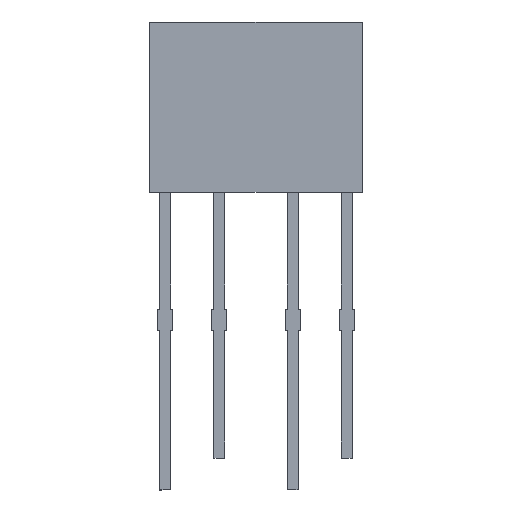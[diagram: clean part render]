
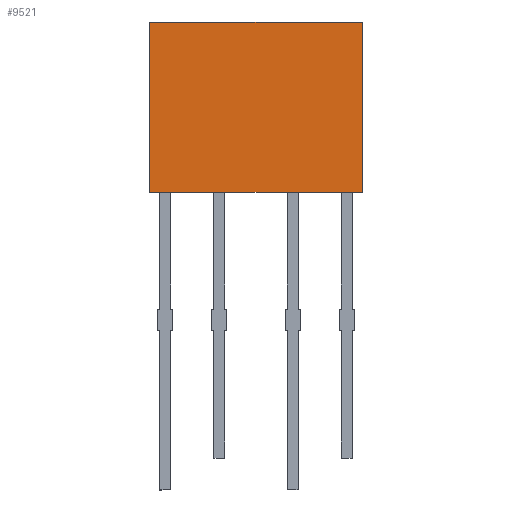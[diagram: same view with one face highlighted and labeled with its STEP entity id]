
A CAD part, top view. The second image highlights one B-rep face of the part: STEP entity #9521.
In plain terms, the highlighted planar face has unit normal (0, 0, 1).
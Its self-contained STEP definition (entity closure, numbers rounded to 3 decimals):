
#7578 = CARTESIAN_POINT ( 'NONE',  ( -5., 4., 2.5 ) ) ;
#7587 = LINE ( 'NONE', #7624, #7623 ) ;
#7588 = CARTESIAN_POINT ( 'NONE',  ( 5., 4., 2.5 ) ) ;
#7605 = VECTOR ( 'NONE', #7650, 1000. ) ;
#7606 = CARTESIAN_POINT ( 'NONE',  ( 5., -25.938, 2.5 ) ) ;
#7610 = LINE ( 'NONE', #7606, #7605 ) ;
#7615 = DIRECTION ( 'NONE',  ( 1., 0., 0. ) ) ;
#7623 = VECTOR ( 'NONE', #7615, 1000. ) ;
#7624 = CARTESIAN_POINT ( 'NONE',  ( 0., 4., 2.5 ) ) ;
#7636 = FACE_OUTER_BOUND ( 'NONE', #9497, .T. ) ;
#7649 = PLANE ( 'NONE',  #7683 ) ;
#7650 = DIRECTION ( 'NONE',  ( 0., -1., 0. ) ) ;
#7675 = DIRECTION ( 'NONE',  ( 0., -1., 0. ) ) ;
#7676 = VECTOR ( 'NONE', #7675, 1000. ) ;
#7677 = CARTESIAN_POINT ( 'NONE',  ( -5., -25.938, 2.5 ) ) ;
#7679 = LINE ( 'NONE', #7677, #7676 ) ;
#7680 = DIRECTION ( 'NONE',  ( 1., 0., 0. ) ) ;
#7681 = DIRECTION ( 'NONE',  ( 0., 0., 1. ) ) ;
#7682 = CARTESIAN_POINT ( 'NONE',  ( 0., -25.938, 2.5 ) ) ;
#7683 = AXIS2_PLACEMENT_3D ( 'NONE', #7682, #7681, #7680 ) ;
#8098 = CARTESIAN_POINT ( 'NONE',  ( -5., -4., 2.5 ) ) ;
#8169 = CARTESIAN_POINT ( 'NONE',  ( 5., -4., 2.5 ) ) ;
#8205 = DIRECTION ( 'NONE',  ( 1., 0., 0. ) ) ;
#8206 = VECTOR ( 'NONE', #8205, 1000. ) ;
#8207 = CARTESIAN_POINT ( 'NONE',  ( 0., -4., 2.5 ) ) ;
#8208 = LINE ( 'NONE', #8207, #8206 ) ;
#9485 = VERTEX_POINT ( 'NONE', #7588 ) ;
#9486 = VERTEX_POINT ( 'NONE', #7578 ) ;
#9491 = ORIENTED_EDGE ( 'NONE', *, *, #9509, .F. ) ;
#9492 = ORIENTED_EDGE ( 'NONE', *, *, #9525, .T. ) ;
#9497 = EDGE_LOOP ( 'NONE', ( #9491, #9519, #9492, #9523 ) ) ;
#9500 = EDGE_CURVE ( 'NONE', #9486, #9485, #7587, .T. ) ;
#9509 = EDGE_CURVE ( 'NONE', #9485, #9756, #7610, .T. ) ;
#9519 = ORIENTED_EDGE ( 'NONE', *, *, #9500, .F. ) ;
#9521 = ADVANCED_FACE ( 'NONE', ( #7636 ), #7649, .T. ) ;
#9523 = ORIENTED_EDGE ( 'NONE', *, *, #9766, .T. ) ;
#9525 = EDGE_CURVE ( 'NONE', #9486, #9731, #7679, .T. ) ;
#9731 = VERTEX_POINT ( 'NONE', #8098 ) ;
#9756 = VERTEX_POINT ( 'NONE', #8169 ) ;
#9766 = EDGE_CURVE ( 'NONE', #9731, #9756, #8208, .T. ) ;
